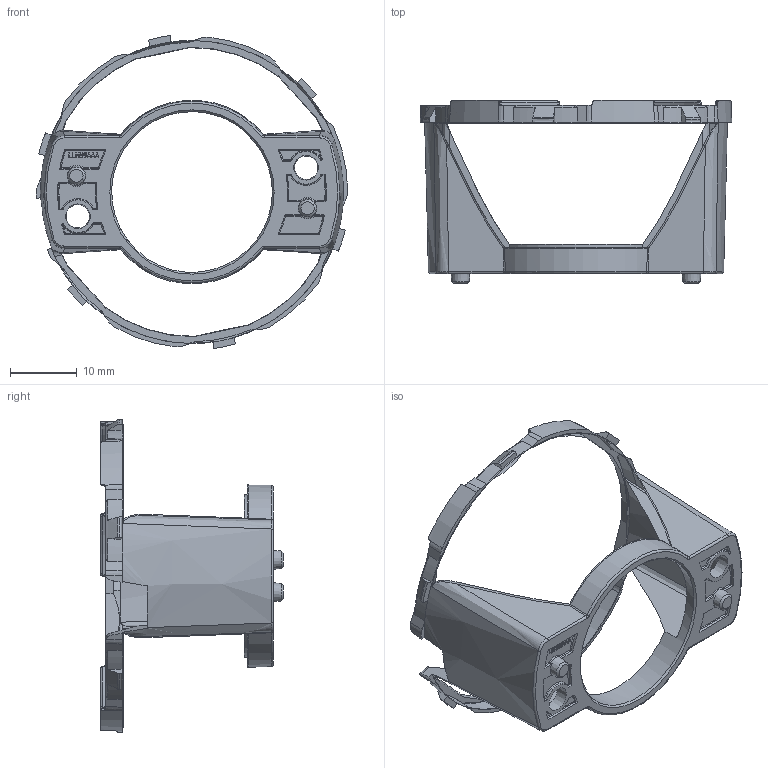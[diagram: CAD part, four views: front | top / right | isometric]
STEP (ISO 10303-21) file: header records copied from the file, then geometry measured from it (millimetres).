
FILE_DESCRIPTION(('STEP AP214'),'1');
FILE_NAME('230124_X75344_LLH59AAA_HOLDER_59_SLIM_PIN_INDA.stp','2023-02-02T10:05:48',(' '),(' '),'Spatial InterOp 3D',' ',' ');
FILE_SCHEMA(('AUTOMOTIVE_DESIGN { 1 0 10303 214 1 1 1 1 }'));
Length unit declared in the file: millimetre
Products named in the file (1): 230124_X75344_LLH59AAA_HOLDER_59_SLIM_PIN_INDA
Bounding box: 46.73 x 27.45 x 46.93 mm (x, y, z)
Surface area: 4308 mm2 (no closed solid volume)
Topology: 0 solids, 1 shells, 616 faces, 1608 edges, 998 vertices
Faces by surface type: plane 165, extrusion 110, bspline 101, cone 84, cylinder 66, sphere 49, torus 41
Entity records: 29659 total; most frequent: CARTESIAN_POINT 11003, ORIENTED_EDGE 3172, DIRECTION 2325, EDGE_CURVE 1586, VERTEX_POINT 992, AXIS2_PLACEMENT_3D 883, B_SPLINE_CURVE_WITH_KNOTS 770, EDGE_LOOP 648
